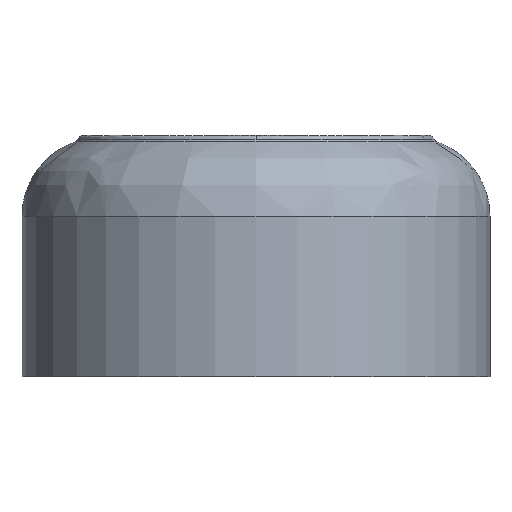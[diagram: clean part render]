
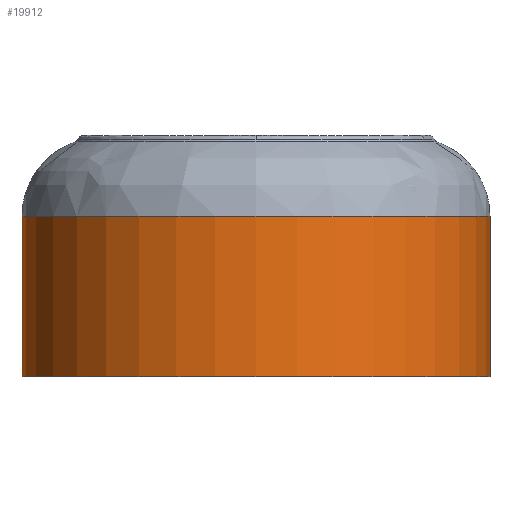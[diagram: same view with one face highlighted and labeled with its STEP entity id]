
A CAD part, left-side view. The second image highlights one B-rep face of the part: STEP entity #19912.
In plain terms, the highlighted cylindrical face has radius 177.5 mm (diameter 355 mm), a partial arc.
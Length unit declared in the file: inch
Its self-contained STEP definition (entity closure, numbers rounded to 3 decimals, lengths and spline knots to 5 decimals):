
#269 = EDGE_CURVE ( 'NONE', #31705, #40042, #9842, .T. ) ;
#2753 = DIRECTION ( 'NONE',  ( 0., 0., -1. ) ) ;
#2889 = AXIS2_PLACEMENT_3D ( 'NONE', #17466, #29549, #22162 ) ;
#9842 = LINE ( 'NONE', #12538, #20512 ) ;
#10399 = ORIENTED_EDGE ( 'NONE', *, *, #34407, .T. ) ;
#10402 = DIRECTION ( 'NONE',  ( 0., -1., 0. ) ) ;
#11217 = VERTEX_POINT ( 'NONE', #15035 ) ;
#11901 = CARTESIAN_POINT ( 'NONE',  ( -4.29138, -2.89878, 23.25525 ) ) ;
#12252 = CARTESIAN_POINT ( 'NONE',  ( -4.29138, -2.89878, 18.47201 ) ) ;
#12380 = DIRECTION ( 'NONE',  ( 0., 0., -1. ) ) ;
#12538 = CARTESIAN_POINT ( 'NONE',  ( -4.29138, -2.89878, 22.50751 ) ) ;
#14863 = VECTOR ( 'NONE', #36015, 39.37008 ) ;
#15035 = CARTESIAN_POINT ( 'NONE',  ( -4.29138, 11.07759, 18.47201 ) ) ;
#17466 = CARTESIAN_POINT ( 'NONE',  ( -4.29138, 4.08941, 22.50751 ) ) ;
#17712 = CARTESIAN_POINT ( 'NONE',  ( -4.29138, 11.07759, 23.25525 ) ) ;
#19912 = ADVANCED_FACE ( 'NONE', ( #44018 ), #20341, .T. ) ;
#20341 = CYLINDRICAL_SURFACE ( 'NONE', #2889, 6.98819 ) ;
#20512 = VECTOR ( 'NONE', #12380, 39.37008 ) ;
#20830 = LINE ( 'NONE', #32205, #14863 ) ;
#22107 = DIRECTION ( 'NONE',  ( 0., 0., 1. ) ) ;
#22162 = DIRECTION ( 'NONE',  ( 0., -1., 0. ) ) ;
#23048 = EDGE_CURVE ( 'NONE', #31705, #40275, #24173, .T. ) ;
#24173 = CIRCLE ( 'NONE', #28045, 6.98819 ) ;
#26558 = DIRECTION ( 'NONE',  ( 0., -1., 0. ) ) ;
#28045 = AXIS2_PLACEMENT_3D ( 'NONE', #29111, #2753, #10402 ) ;
#29111 = CARTESIAN_POINT ( 'NONE',  ( -4.29138, 4.08941, 23.25525 ) ) ;
#29549 = DIRECTION ( 'NONE',  ( 0., 0., -1. ) ) ;
#31627 = EDGE_LOOP ( 'NONE', ( #43636, #42429, #10399, #40017 ) ) ;
#31705 = VERTEX_POINT ( 'NONE', #11901 ) ;
#32205 = CARTESIAN_POINT ( 'NONE',  ( -4.29138, 11.07759, 22.50751 ) ) ;
#34407 = EDGE_CURVE ( 'NONE', #11217, #40042, #35201, .T. ) ;
#35201 = CIRCLE ( 'NONE', #45493, 6.98819 ) ;
#36015 = DIRECTION ( 'NONE',  ( 0., 0., -1. ) ) ;
#40017 = ORIENTED_EDGE ( 'NONE', *, *, #269, .F. ) ;
#40042 = VERTEX_POINT ( 'NONE', #12252 ) ;
#40275 = VERTEX_POINT ( 'NONE', #17712 ) ;
#40775 = EDGE_CURVE ( 'NONE', #40275, #11217, #20830, .T. ) ;
#42429 = ORIENTED_EDGE ( 'NONE', *, *, #40775, .T. ) ;
#43636 = ORIENTED_EDGE ( 'NONE', *, *, #23048, .T. ) ;
#44018 = FACE_OUTER_BOUND ( 'NONE', #31627, .T. ) ;
#45493 = AXIS2_PLACEMENT_3D ( 'NONE', #48683, #22107, #26558 ) ;
#48683 = CARTESIAN_POINT ( 'NONE',  ( -4.29138, 4.08941, 18.47201 ) ) ;
